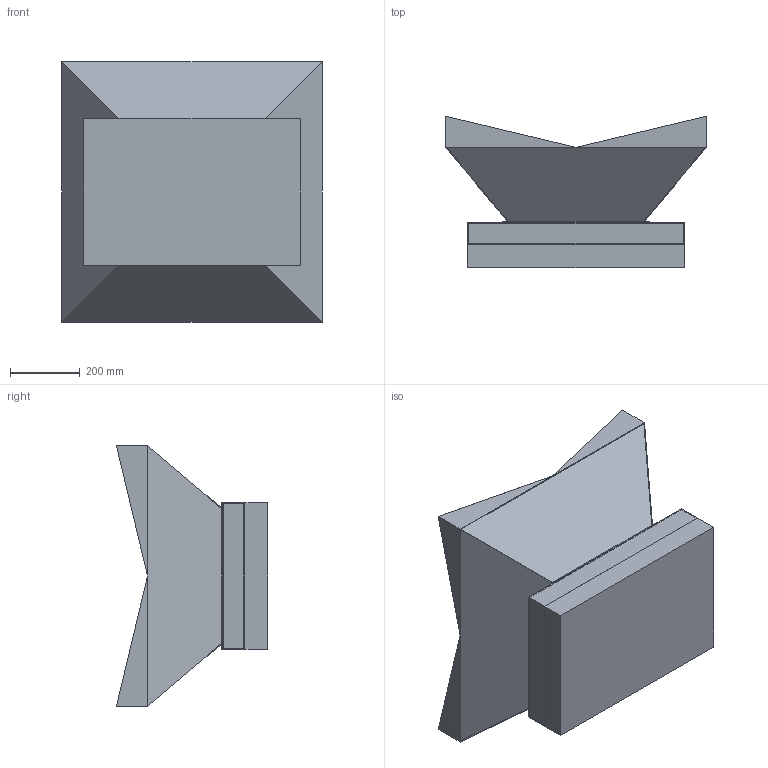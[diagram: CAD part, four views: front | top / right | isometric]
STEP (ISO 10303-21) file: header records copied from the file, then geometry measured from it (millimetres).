
FILE_DESCRIPTION((''),'2;1');
FILE_NAME('MXGS_ASS_ASM','2007-10-10T',('Juan Ma'),(''),'PRO/ENGINEER BY PARAMETRIC TECHNOLOGY CORPORATION, 2006010','PRO/ENGINEER BY PARAMETRIC TECHNOLOGY CORPORATION, 2006010','');
FILE_SCHEMA(());
Length unit declared in the file: millimetre
Products named in the file (16): ELECBOXPB2MM_7; ELECBOXTA025MM_5; ELECBOXSN05MM_5; ELECBOXAL7MM_10; ALABAJO7MM_8; COLLIMADORTM3_22; CALSOURCETM3_15; COLLIMADORMASALETAS_ASM_17_ASM; ELECBOXAL2MM_4; DETECTORARRAY_7; DETECTOR_3; ASM0001_ASM_6_ASM; DPU_5; PSU_4; ELECBOXASS_ASM_9_ASM; MXGS_ASS_ASM
Assembly tree (36 placements, depth 4):
  MXGS_ASS_ASM
    ELECBOXASS_ASM_9_ASM
      ELECBOXPB2MM_7
      ELECBOXTA025MM_5
      ELECBOXSN05MM_5
      ELECBOXAL7MM_10
      ALABAJO7MM_8
      COLLIMADORMASALETAS_ASM_17_ASM
        COLLIMADORTM3_22
        CALSOURCETM3_15  x4
      ELECBOXAL2MM_4
      ASM0001_ASM_6_ASM  x4
        DETECTORARRAY_7
        DETECTOR_3
      DPU_5
      PSU_4
Bounding box: 746.2 x 433 x 746.2 mm (x, y, z)
Volume: 22848558.9 mm3; surface area: 8631800 mm2
Topology: 81 solids, 81 shells, 886 faces, 1924 edges, 1276 vertices
Faces by surface type: plane 886
Entity records: 6733 total; most frequent: CARTESIAN_POINT 1149, DIRECTION 1125, ORIENTED_EDGE 1010, VECTOR 505, LINE 505, EDGE_CURVE 505, VERTEX_POINT 334, AXIS2_PLACEMENT_3D 310
